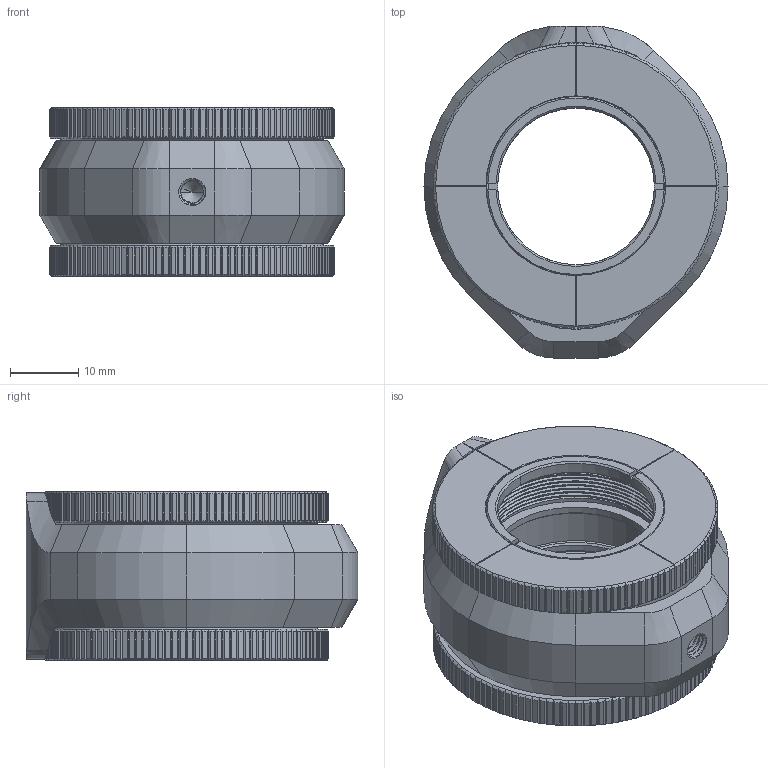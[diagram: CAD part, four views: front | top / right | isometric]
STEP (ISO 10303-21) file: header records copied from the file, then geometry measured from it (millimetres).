
FILE_DESCRIPTION((''),'2;1');
FILE_NAME('DRM1_ASM','2025-06-03T10:17:03',('R&D'),(''),'CREO PARAMETRIC BY PTC INC, 2021063','CREO PARAMETRIC BY PTC INC, 2021063','');
FILE_SCHEMA(('CONFIG_CONTROL_DESIGN'));
Length unit declared in the file: millimetre
Products named in the file (12): DRM1-A2; DRM1-A3; DRM1-A5; DRM1-A7; DRM1-A9; DRM1-B3; DRM1-B4; DRM1-B6; DRM1-B7; DRM1-A4; DRM1-A1_ASM; DRM1_ASM
Assembly tree (18 placements, depth 3):
  DRM1_ASM
    DRM1-A1_ASM
      DRM1-A2
      DRM1-A3
      DRM1-A5
      DRM1-A7
      DRM1-A9  x6
      DRM1-B3  x2
      DRM1-B4  x2
      DRM1-B6
      DRM1-B7
      DRM1-A4
Bounding box: 44.45 x 48.49 x 24.64 mm (x, y, z)
Volume: 23737.1 mm3; surface area: 19793.9 mm2
Topology: 15 solids, 15 shells, 1225 faces, 3395 edges, 2215 vertices
Faces by surface type: plane 624, cylinder 419, cone 99, bspline 51, torus 32
Entity records: 33400 total; most frequent: CARTESIAN_POINT 15481, ORIENTED_EDGE 4014, DIRECTION 3307, EDGE_CURVE 2007, VERTEX_POINT 1305, AXIS2_PLACEMENT_3D 1280, EDGE_LOOP 770, VECTOR 747
